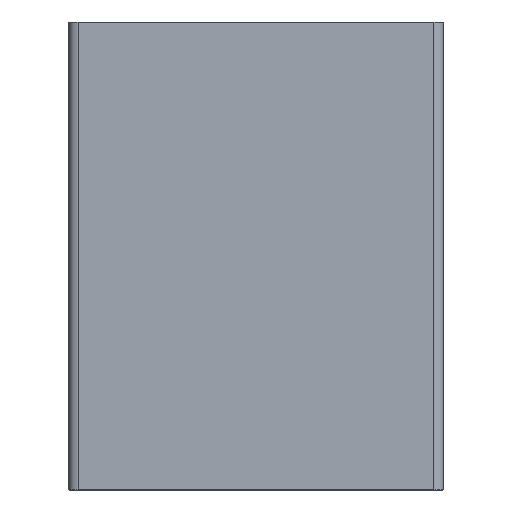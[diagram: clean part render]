
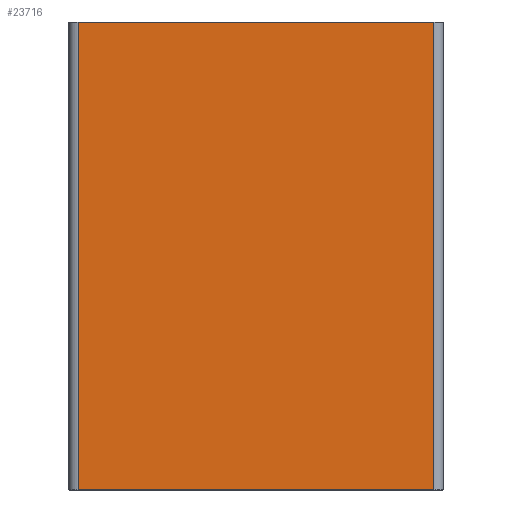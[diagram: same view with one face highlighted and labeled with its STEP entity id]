
A CAD part, front view. The second image highlights one B-rep face of the part: STEP entity #23716.
In plain terms, the highlighted planar face has unit normal (0, -1, 0).
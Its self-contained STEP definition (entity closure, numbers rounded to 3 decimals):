
#1524=LINE('',#40196,#3068);
#1618=LINE('',#40963,#3162);
#1619=LINE('',#40965,#3163);
#1620=LINE('',#40966,#3164);
#3068=VECTOR('',#31605,10.);
#3162=VECTOR('',#32667,10.);
#3163=VECTOR('',#32668,10.);
#3164=VECTOR('',#32669,10.);
#4035=PLANE('',#26436);
#4896=FACE_OUTER_BOUND('',#6478,.T.);
#6478=EDGE_LOOP('',(#18423,#18424,#18425,#18426));
#10481=VERTEX_POINT('',#40190);
#10482=VERTEX_POINT('',#40194);
#10671=VERTEX_POINT('',#40962);
#10672=VERTEX_POINT('',#40964);
#13052=EDGE_CURVE('',#10481,#10482,#1524,.T.);
#13435=EDGE_CURVE('',#10671,#10481,#1618,.T.);
#13436=EDGE_CURVE('',#10672,#10671,#1619,.T.);
#13437=EDGE_CURVE('',#10672,#10482,#1620,.T.);
#18423=ORIENTED_EDGE('',*,*,#13052,.F.);
#18424=ORIENTED_EDGE('',*,*,#13435,.F.);
#18425=ORIENTED_EDGE('',*,*,#13436,.F.);
#18426=ORIENTED_EDGE('',*,*,#13437,.T.);
#23716=ADVANCED_FACE('',(#4896),#4035,.T.);
#26436=AXIS2_PLACEMENT_3D('',#40961,#32665,#32666);
#31605=DIRECTION('',(1.,0.,0.));
#32665=DIRECTION('center_axis',(0.,-1.,0.));
#32666=DIRECTION('ref_axis',(1.,0.,0.));
#32667=DIRECTION('',(0.,0.,1.));
#32668=DIRECTION('',(-1.,0.,0.));
#32669=DIRECTION('',(0.,0.,1.));
#40190=CARTESIAN_POINT('',(2618.435,1489.591,99.9));
#40194=CARTESIAN_POINT('',(2770.435,1489.591,99.9));
#40196=CARTESIAN_POINT('',(2603.901,1489.591,99.9));
#40961=CARTESIAN_POINT('Origin',(2618.435,1489.591,0.));
#40962=CARTESIAN_POINT('',(2618.435,1489.591,-99.9));
#40963=CARTESIAN_POINT('',(2618.435,1489.591,0.));
#40964=CARTESIAN_POINT('',(2770.435,1489.591,-99.9));
#40965=CARTESIAN_POINT('',(2603.901,1489.591,-99.9));
#40966=CARTESIAN_POINT('',(2770.435,1489.591,0.));
